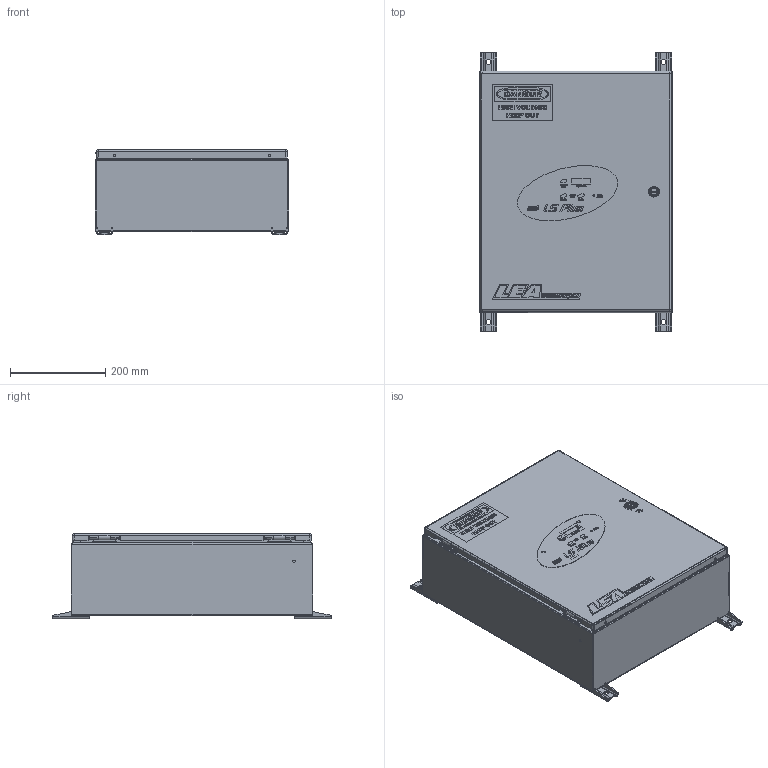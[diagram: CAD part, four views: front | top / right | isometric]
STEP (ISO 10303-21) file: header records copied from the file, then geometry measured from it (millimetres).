
FILE_DESCRIPTION (( 'STEP AP214' ), '1' );
FILE_NAME ('B39-00-3001-E.STEP', '2019-01-28T17:52:03', ( '' ), ( '' ), 'SwSTEP 2.0', 'SolidWorks 2018', '' );
FILE_SCHEMA (( 'AUTOMOTIVE_DESIGN' ));
Length unit declared in the file: inch
Products named in the file (85): PEM CSS-632-7 ---S; SBHCSCREW 0.138-32x0.188-SP-S; AssyDr16Ga_20x16; HNUT 0.3125-18-D-S; .313-20 Flange Nut; 23B71; 11158311; InsertSlotted_64202001; Body18ga_20x16x6; Stud156x51_87931362_87931362; 299-000-274; Sealing Washer; ORing_87541995; B39-00-3001-E; 270-000-055; 87543489; StudM6x16_99401225_99401225; 704-100-004; internal tooth-lock washers_ai; CamLatch_64203001; internal tooth-lock washers_ai_Internal Tooth LW Type A-0.138; 270-000-478; 87543027; SealInsertRing_64210001; flat washer type a narrow_ai; AssyLatchQtrTurn_64101001; Dr16Ga_20x16; Palnut_87932903; WasherWave_87541994_Installed Height; WmtDr16Ga_20x16; HousingLatch_64201001; ScrHxHdCap_87400746; BodyWmt18ga_20x16x6; PEM CSS-632-7 ---S_PEM CSS-632-8 ---S; flat washer type a narrow_ai_Preferred Narrow FW 0.375
Assembly tree (57 placements, depth 4):
  PEM CSS-632-7 ---S
  SBHCSCREW 0.138-32x0.188-SP-S
  HNUT 0.3125-18-D-S
  23B71
  23B71
Bounding box: 406.45 x 585.83 x 179.99 mm (x, y, z)
Volume: 1050344.7 mm3; surface area: 1680795.4 mm2
Topology: 192 solids, 192 shells, 5379 faces, 13769 edges, 8813 vertices
Faces by surface type: plane 3237, cylinder 898, bspline 649, cone 583, sphere 6, torus 6
Entity records: 180859 total; most frequent: CARTESIAN_POINT 51646, ORIENTED_EDGE 21512, DIRECTION 17812, EDGE_CURVE 10756, VECTOR 8464, LINE 8464, VERTEX_POINT 7027, AXIS2_PLACEMENT_3D 4674
